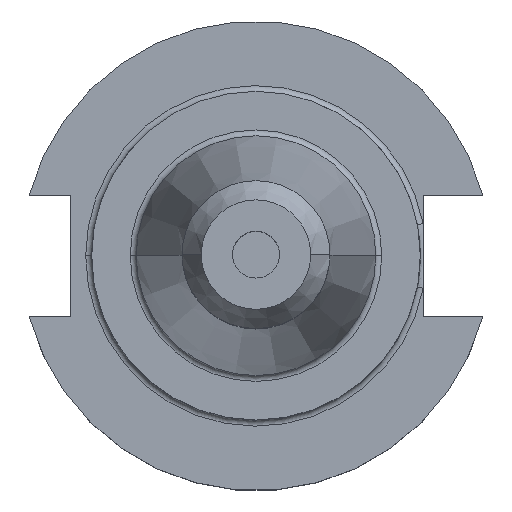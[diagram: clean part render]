
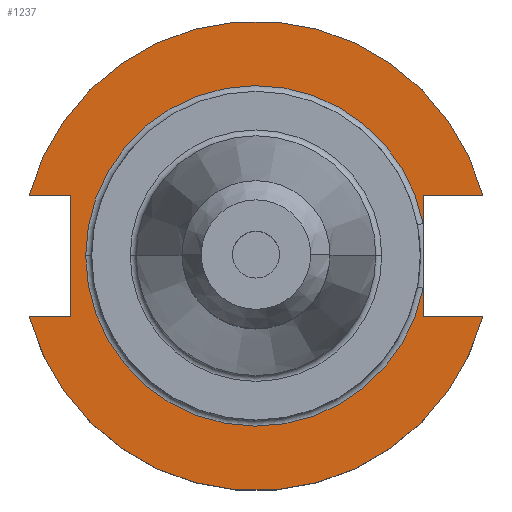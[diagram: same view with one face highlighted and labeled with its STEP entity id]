
A CAD part, top view. The second image highlights one B-rep face of the part: STEP entity #1237.
In plain terms, the highlighted planar face has unit normal (0, 0, 1).
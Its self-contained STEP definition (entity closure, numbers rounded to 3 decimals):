
#21 = CARTESIAN_POINT ( 'NONE',  ( 22.606, 22.225, 19.05 ) ) ;
#37 = AXIS2_PLACEMENT_3D ( 'NONE', #1498, #1505, #1519 ) ;
#48 = CARTESIAN_POINT ( 'NONE',  ( 22.606, 22.225, 19.05 ) ) ;
#65 = VECTOR ( 'NONE', #148, 1000. ) ;
#104 = VECTOR ( 'NONE', #1381, 1000. ) ;
#112 = DIRECTION ( 'NONE',  ( 1., 0., 0. ) ) ;
#148 = DIRECTION ( 'NONE',  ( 0., -1., 0. ) ) ;
#167 = ORIENTED_EDGE ( 'NONE', *, *, #193, .T. ) ;
#168 = CIRCLE ( 'NONE', #37, 23.025 ) ;
#177 = CARTESIAN_POINT ( 'NONE',  ( -25.091, 8.191, 19.05 ) ) ;
#193 = EDGE_CURVE ( 'NONE', #605, #676, #401, .T. ) ;
#203 = CARTESIAN_POINT ( 'NONE',  ( -61.091, 8.191, 19.05 ) ) ;
#218 = LINE ( 'NONE', #177, #65 ) ;
#233 = VECTOR ( 'NONE', #112, 1000. ) ;
#249 = LINE ( 'NONE', #21, #104 ) ;
#289 = VERTEX_POINT ( 'NONE', #1341 ) ;
#322 = VERTEX_POINT ( 'NONE', #1585 ) ;
#327 = LINE ( 'NONE', #203, #233 ) ;
#335 = EDGE_CURVE ( 'NONE', #689, #740, #168, .T. ) ;
#350 = DIRECTION ( 'NONE',  ( 1., 0., 0. ) ) ;
#383 = CARTESIAN_POINT ( 'NONE',  ( -61.091, -8.191, 19.05 ) ) ;
#388 = LINE ( 'NONE', #383, #432 ) ;
#392 = EDGE_CURVE ( 'NONE', #322, #689, #249, .T. ) ;
#395 = DIRECTION ( 'NONE',  ( -1., 0., 0. ) ) ;
#401 = CIRCLE ( 'NONE', #1583, 31.75 ) ;
#420 = DIRECTION ( 'NONE',  ( 1., 0., 0. ) ) ;
#432 = VECTOR ( 'NONE', #420, 1000. ) ;
#504 = ORIENTED_EDGE ( 'NONE', *, *, #392, .T. ) ;
#523 = ORIENTED_EDGE ( 'NONE', *, *, #1049, .T. ) ;
#530 = ORIENTED_EDGE ( 'NONE', *, *, #966, .T. ) ;
#534 = ORIENTED_EDGE ( 'NONE', *, *, #1018, .F. ) ;
#546 = EDGE_CURVE ( 'NONE', #656, #685, #1399, .T. ) ;
#563 = CARTESIAN_POINT ( 'NONE',  ( -23.025, 0., 19.05 ) ) ;
#564 = VERTEX_POINT ( 'NONE', #1496 ) ;
#605 = VERTEX_POINT ( 'NONE', #1223 ) ;
#612 = DIRECTION ( 'NONE',  ( 0., 1., 0. ) ) ;
#628 = FACE_OUTER_BOUND ( 'NONE', #706, .T. ) ;
#656 = VERTEX_POINT ( 'NONE', #1139 ) ;
#667 = AXIS2_PLACEMENT_3D ( 'NONE', #1490, #1642, #1332 ) ;
#676 = VERTEX_POINT ( 'NONE', #1123 ) ;
#685 = VERTEX_POINT ( 'NONE', #961 ) ;
#689 = VERTEX_POINT ( 'NONE', #1689 ) ;
#706 = EDGE_LOOP ( 'NONE', ( #504, #1038, #523, #530, #534, #167, #732, #795, #1768, #884, #1125 ) ) ;
#732 = ORIENTED_EDGE ( 'NONE', *, *, #1303, .T. ) ;
#740 = VERTEX_POINT ( 'NONE', #563 ) ;
#748 = AXIS2_PLACEMENT_3D ( 'NONE', #1645, #1367, #1737 ) ;
#772 = EDGE_CURVE ( 'NONE', #656, #289, #388, .T. ) ;
#795 = ORIENTED_EDGE ( 'NONE', *, *, #836, .T. ) ;
#836 = EDGE_CURVE ( 'NONE', #899, #289, #218, .T. ) ;
#837 = CARTESIAN_POINT ( 'NONE',  ( 0., 8.191, 19.05 ) ) ;
#884 = ORIENTED_EDGE ( 'NONE', *, *, #546, .T. ) ;
#899 = VERTEX_POINT ( 'NONE', #1648 ) ;
#905 = EDGE_CURVE ( 'NONE', #322, #685, #1449, .T. ) ;
#944 = AXIS2_PLACEMENT_3D ( 'NONE', #1526, #1516, #1500 ) ;
#961 = CARTESIAN_POINT ( 'NONE',  ( 30.675, -8.191, 19.05 ) ) ;
#966 = EDGE_CURVE ( 'NONE', #1164, #564, #1421, .T. ) ;
#992 = VECTOR ( 'NONE', #395, 1000. ) ;
#1018 = EDGE_CURVE ( 'NONE', #605, #564, #1062, .T. ) ;
#1038 = ORIENTED_EDGE ( 'NONE', *, *, #335, .T. ) ;
#1049 = EDGE_CURVE ( 'NONE', #740, #1164, #1251, .T. ) ;
#1062 = LINE ( 'NONE', #837, #992 ) ;
#1123 = CARTESIAN_POINT ( 'NONE',  ( -30.675, 8.191, 19.05 ) ) ;
#1125 = ORIENTED_EDGE ( 'NONE', *, *, #905, .F. ) ;
#1132 = CARTESIAN_POINT ( 'NONE',  ( 0., 0., 19.05 ) ) ;
#1137 = DIRECTION ( 'NONE',  ( 0., 0., 1. ) ) ;
#1139 = CARTESIAN_POINT ( 'NONE',  ( -30.675, -8.191, 19.05 ) ) ;
#1143 = DIRECTION ( 'NONE',  ( 1., 0., 0. ) ) ;
#1164 = VERTEX_POINT ( 'NONE', #1369 ) ;
#1223 = CARTESIAN_POINT ( 'NONE',  ( 30.675, 8.191, 19.05 ) ) ;
#1237 = ADVANCED_FACE ( 'NONE', ( #628 ), #1707, .F. ) ;
#1246 = VECTOR ( 'NONE', #612, 1000. ) ;
#1251 = CIRCLE ( 'NONE', #667, 23.025 ) ;
#1303 = EDGE_CURVE ( 'NONE', #676, #899, #327, .T. ) ;
#1332 = DIRECTION ( 'NONE',  ( -1., 0., 0. ) ) ;
#1341 = CARTESIAN_POINT ( 'NONE',  ( -25.091, -8.191, 19.05 ) ) ;
#1367 = DIRECTION ( 'NONE',  ( 0., 0., -1. ) ) ;
#1369 = CARTESIAN_POINT ( 'NONE',  ( 22.606, 4.373, 19.05 ) ) ;
#1381 = DIRECTION ( 'NONE',  ( 0., 1., 0. ) ) ;
#1399 = CIRCLE ( 'NONE', #944, 31.75 ) ;
#1421 = LINE ( 'NONE', #48, #1246 ) ;
#1444 = VECTOR ( 'NONE', #350, 1000. ) ;
#1449 = LINE ( 'NONE', #1715, #1444 ) ;
#1490 = CARTESIAN_POINT ( 'NONE',  ( 0., 0., 19.05 ) ) ;
#1496 = CARTESIAN_POINT ( 'NONE',  ( 22.606, 8.191, 19.05 ) ) ;
#1498 = CARTESIAN_POINT ( 'NONE',  ( 0., 0., 19.05 ) ) ;
#1500 = DIRECTION ( 'NONE',  ( 1., 0., 0. ) ) ;
#1505 = DIRECTION ( 'NONE',  ( 0., 0., -1. ) ) ;
#1516 = DIRECTION ( 'NONE',  ( 0., 0., 1. ) ) ;
#1519 = DIRECTION ( 'NONE',  ( -1., 0., 0. ) ) ;
#1526 = CARTESIAN_POINT ( 'NONE',  ( 0., 0., 19.05 ) ) ;
#1583 = AXIS2_PLACEMENT_3D ( 'NONE', #1132, #1137, #1143 ) ;
#1585 = CARTESIAN_POINT ( 'NONE',  ( 22.606, -8.191, 19.05 ) ) ;
#1642 = DIRECTION ( 'NONE',  ( 0., 0., -1. ) ) ;
#1645 = CARTESIAN_POINT ( 'NONE',  ( 0., 22.225, 19.05 ) ) ;
#1648 = CARTESIAN_POINT ( 'NONE',  ( -25.091, 8.191, 19.05 ) ) ;
#1689 = CARTESIAN_POINT ( 'NONE',  ( 22.606, -4.373, 19.05 ) ) ;
#1707 = PLANE ( 'NONE',  #748 ) ;
#1715 = CARTESIAN_POINT ( 'NONE',  ( 0., -8.191, 19.05 ) ) ;
#1737 = DIRECTION ( 'NONE',  ( -1., 0., 0. ) ) ;
#1768 = ORIENTED_EDGE ( 'NONE', *, *, #772, .F. ) ;
